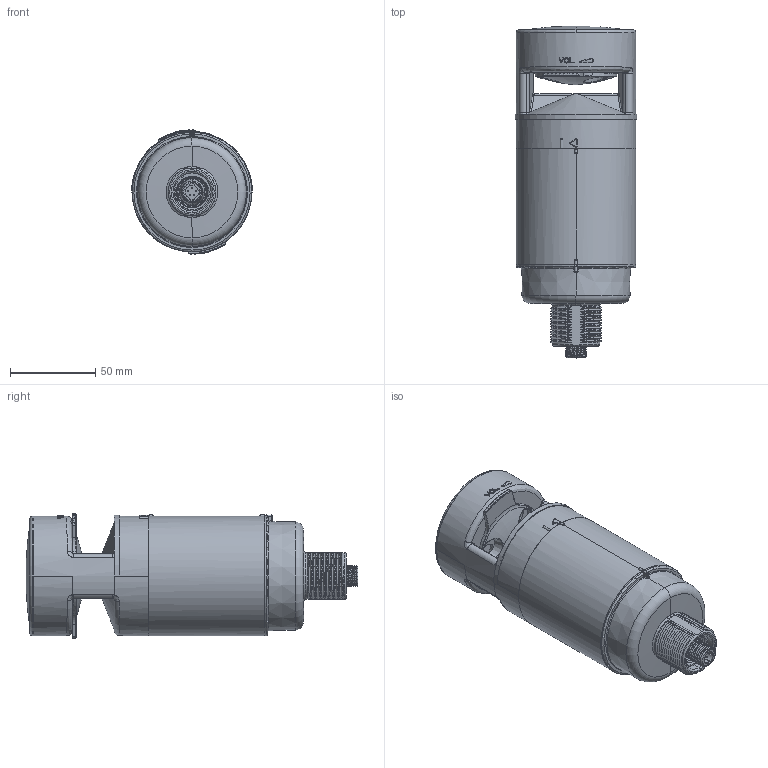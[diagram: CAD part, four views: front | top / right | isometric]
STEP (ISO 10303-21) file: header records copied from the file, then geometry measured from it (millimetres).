
FILE_DESCRIPTION((''),'2;1');
FILE_NAME('191436_ASM','2021-07-16T12:50:39',('PDMAdmin'),('BANNER ENGINEERING'),'CREO PARAMETRIC BY PTC INC, 2019292','CREO PARAMETRIC BY PTC INC, 2019292','');
FILE_SCHEMA(('CONFIG_CONTROL_DESIGN'));
Length unit declared in the file: millimetre
Products named in the file (8): 180077; 190540; 180306; 180307; 180308; 191171; 30498; 191436_ASM
Assembly tree (7 placements, depth 2):
  191436_ASM
    180077
    190540
    180306
    180307
    180308
    191171
    30498
Bounding box: 71 x 194.51 x 72.99 mm (x, y, z)
Volume: 172833.2 mm3; surface area: 122449.5 mm2
Topology: 7 solids, 8 shells, 1861 faces, 4631 edges, 2827 vertices
Faces by surface type: cylinder 554, bspline 526, plane 375, cone 156, torus 146, sphere 78, extrusion 22, revolution 4
Entity records: 106436 total; most frequent: CARTESIAN_POINT 66473, ORIENTED_EDGE 9242, DIRECTION 7088, EDGE_CURVE 4623, AXIS2_PLACEMENT_3D 2920, VERTEX_POINT 2827, EDGE_LOOP 1949, FACE_OUTER_BOUND 1861
